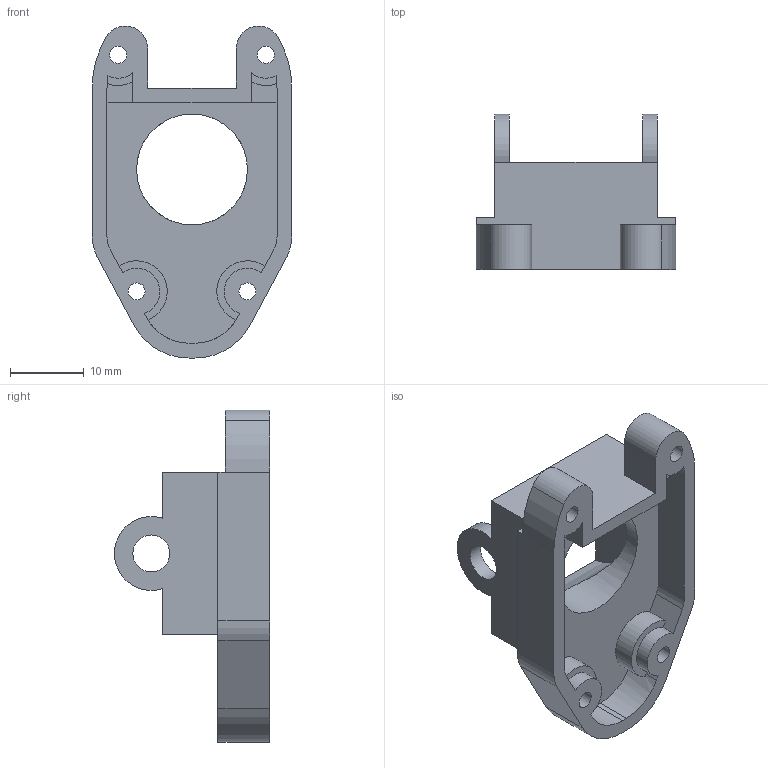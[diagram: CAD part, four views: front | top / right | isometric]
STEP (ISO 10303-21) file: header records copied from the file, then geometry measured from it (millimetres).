
FILE_DESCRIPTION(/* description */ (''),/* implementation_level */ '2;1');
FILE_NAME(/* name */ 'finger_mount.stp',/* time_stamp */ '2021-06-09T00:50:12+02:00',/* author */ ('fraaw'),/* organization */ (''),/* preprocessor_version */ 'ST-DEVELOPER v18.1',/* originating_system */ 'Autodesk Inventor 2022',/* authorisation */ '');
FILE_SCHEMA (('AUTOMOTIVE_DESIGN { 1 0 10303 214 3 1 1 }'));
Length unit declared in the file: millimetre
Products named in the file (1): finger_mount
Bounding box: 27 x 21 x 44.91 mm (x, y, z)
Volume: 4809.5 mm3; surface area: 4736 mm2
Topology: 1 solids, 1 shells, 76 faces, 206 edges, 137 vertices
Faces by surface type: plane 40, cylinder 36
Full cylindrical faces by diameter (mm): 2.3 x4, 4.3 x4, 5 x2, 15 x1
Entity records: 2524 total; most frequent: CARTESIAN_POINT 462, DIRECTION 433, ORIENTED_EDGE 412, EDGE_CURVE 206, AXIS2_PLACEMENT_3D 152, VERTEX_POINT 137, LINE 129, VECTOR 129
